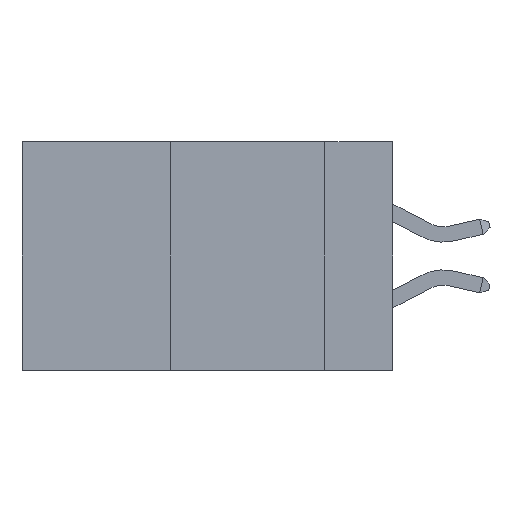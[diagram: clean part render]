
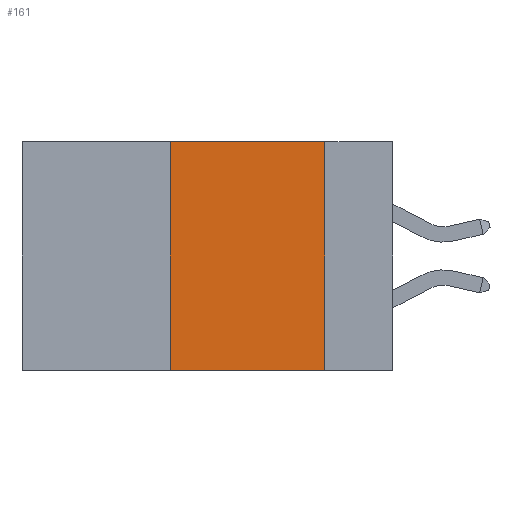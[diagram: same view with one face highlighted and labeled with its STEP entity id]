
A CAD part, left-side view. The second image highlights one B-rep face of the part: STEP entity #161.
In plain terms, the highlighted planar face has unit normal (-1, 0, 0).
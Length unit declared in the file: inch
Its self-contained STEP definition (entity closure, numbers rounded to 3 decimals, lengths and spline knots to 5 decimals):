
#161 = ADVANCED_FACE ( 'NONE', ( #2707 ), #876, .F. ) ;
#290 = AXIS2_PLACEMENT_3D ( 'NONE', #1615, #4084, #2515 ) ;
#640 = LINE ( 'NONE', #6138, #1010 ) ;
#876 = PLANE ( 'NONE',  #290 ) ;
#985 = ORIENTED_EDGE ( 'NONE', *, *, #2031, .F. ) ;
#1010 = VECTOR ( 'NONE', #6087, 39.37008 ) ;
#1110 = CARTESIAN_POINT ( 'NONE',  ( 0., 0.6, 0. ) ) ;
#1450 = VERTEX_POINT ( 'NONE', #4021 ) ;
#1518 = VERTEX_POINT ( 'NONE', #7098 ) ;
#1615 = CARTESIAN_POINT ( 'NONE',  ( 0., 0.6, 0. ) ) ;
#2031 = EDGE_CURVE ( 'NONE', #1518, #6892, #6606, .T. ) ;
#2480 = ORIENTED_EDGE ( 'NONE', *, *, #8548, .F. ) ;
#2515 = DIRECTION ( 'NONE',  ( 0., 0., -1. ) ) ;
#2707 = FACE_OUTER_BOUND ( 'NONE', #6374, .T. ) ;
#3000 = ORIENTED_EDGE ( 'NONE', *, *, #7589, .F. ) ;
#3111 = LINE ( 'NONE', #5331, #4031 ) ;
#3556 = EDGE_CURVE ( 'NONE', #1450, #5842, #640, .T. ) ;
#3655 = CARTESIAN_POINT ( 'NONE',  ( 0., 0.11, -0.37 ) ) ;
#4021 = CARTESIAN_POINT ( 'NONE',  ( 0., 0.36, -0.37 ) ) ;
#4031 = VECTOR ( 'NONE', #9470, 39.37008 ) ;
#4084 = DIRECTION ( 'NONE',  ( 1., 0., 0. ) ) ;
#5331 = CARTESIAN_POINT ( 'NONE',  ( 0., 0.11, 0. ) ) ;
#5759 = CARTESIAN_POINT ( 'NONE',  ( 0., 0.36, 0. ) ) ;
#5842 = VERTEX_POINT ( 'NONE', #3655 ) ;
#5917 = LINE ( 'NONE', #5759, #7515 ) ;
#6087 = DIRECTION ( 'NONE',  ( 0., -1., 0. ) ) ;
#6138 = CARTESIAN_POINT ( 'NONE',  ( 0., 0.6, -0.37 ) ) ;
#6374 = EDGE_LOOP ( 'NONE', ( #2480, #985, #3000, #9898 ) ) ;
#6547 = CARTESIAN_POINT ( 'NONE',  ( 0., 0.11, 0. ) ) ;
#6606 = LINE ( 'NONE', #1110, #7435 ) ;
#6892 = VERTEX_POINT ( 'NONE', #6547 ) ;
#7098 = CARTESIAN_POINT ( 'NONE',  ( 0., 0.36, 0. ) ) ;
#7435 = VECTOR ( 'NONE', #9794, 39.37008 ) ;
#7515 = VECTOR ( 'NONE', #9775, 39.37008 ) ;
#7589 = EDGE_CURVE ( 'NONE', #1450, #1518, #5917, .T. ) ;
#8548 = EDGE_CURVE ( 'NONE', #6892, #5842, #3111, .T. ) ;
#9470 = DIRECTION ( 'NONE',  ( 0., 0., -1. ) ) ;
#9775 = DIRECTION ( 'NONE',  ( 0., 0., 1. ) ) ;
#9794 = DIRECTION ( 'NONE',  ( 0., -1., 0. ) ) ;
#9898 = ORIENTED_EDGE ( 'NONE', *, *, #3556, .T. ) ;
